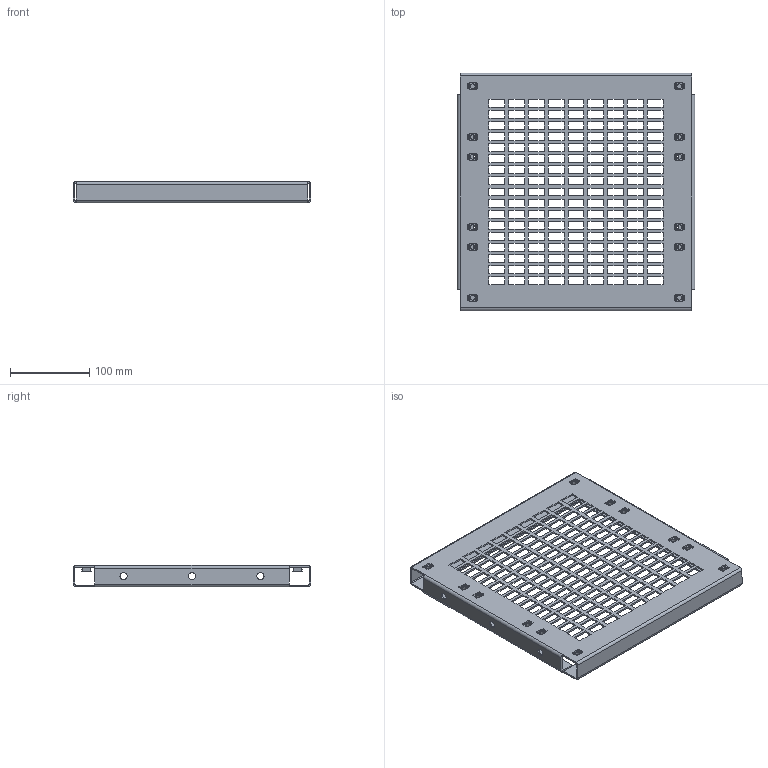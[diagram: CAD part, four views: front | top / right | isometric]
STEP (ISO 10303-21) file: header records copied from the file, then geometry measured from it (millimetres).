
FILE_DESCRIPTION (( 'STEP AP214' ), '1' );
FILE_NAME ('MP3P400 Ïàíåëü ìîíòàæíàÿ ïåðôîðèðîâàííàÿ.step', '2020-11-05T18:14:37', ( '' ), ( '' ), 'SwSTEP 2.0', 'SolidWorks 2019', '' );
FILE_SCHEMA (( 'AUTOMOTIVE_DESIGN' ));
Length unit declared in the file: millimetre
Products named in the file (16): Ãàéêà êëåòåâàÿ Ì6_3À; MP3P400 Ïàíåëü ìîíòàæíàÿ ïåðôîðèðîâàííàÿ; AVT007.08.00.05 Ïàíåëü ìîíòàæíàÿ_00; AVT007.08.00.05 Ïàíåëü ìîíòàæíàÿ
Assembly tree (13 placements, depth 2):
  Ãàéêà êëåòåâàÿ Ì6_3À
  Ãàéêà êëåòåâàÿ Ì6_3À
  Ãàéêà êëåòåâàÿ Ì6_3À
  Ãàéêà êëåòåâàÿ Ì6_3À
  MP3P400 Ïàíåëü ìîíòàæíàÿ ïåðôîðèðîâàííàÿ
    AVT007.08.00.05 Ïàíåëü ìîíòàæíàÿ_00
    Ãàéêà êëåòåâàÿ Ì6_3À  x12
Bounding box: 300 x 300 x 27.4 mm (x, y, z)
Volume: 215600.5 mm3; surface area: 243340.8 mm2
Topology: 13 solids, 13 shells, 1418 faces, 3968 edges, 2576 vertices
Faces by surface type: plane 1150, cylinder 268
Entity records: 26795 total; most frequent: CARTESIAN_POINT 4741, ORIENTED_EDGE 4636, DIRECTION 3996, EDGE_CURVE 2318, VECTOR 2222, LINE 2222, VERTEX_POINT 1520, EDGE_LOOP 1146
